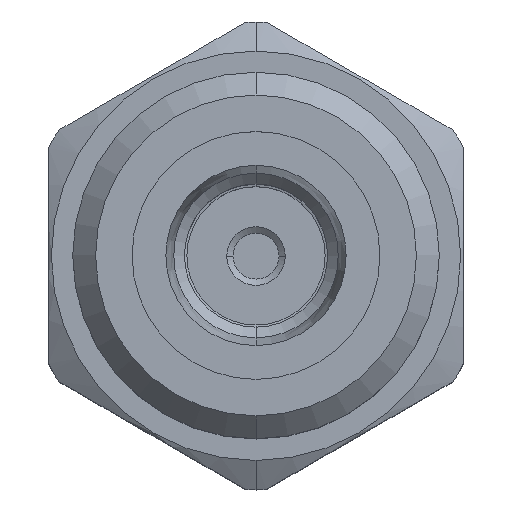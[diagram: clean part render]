
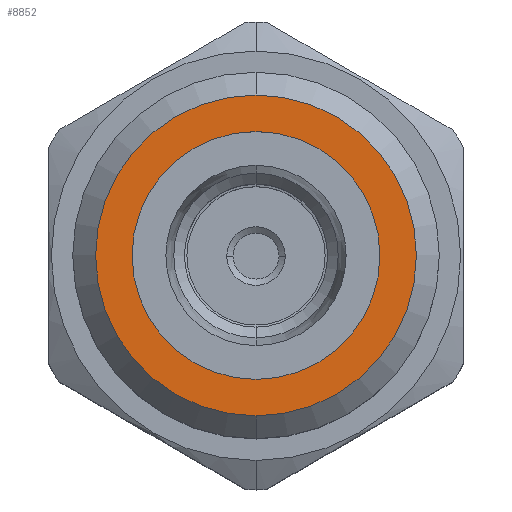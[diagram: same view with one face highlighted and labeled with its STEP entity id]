
A CAD part, top view. The second image highlights one B-rep face of the part: STEP entity #8852.
In plain terms, the highlighted planar face has unit normal (0, 0, 1).
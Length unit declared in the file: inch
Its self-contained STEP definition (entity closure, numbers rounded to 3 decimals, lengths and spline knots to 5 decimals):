
#3218=CARTESIAN_POINT('',(0.,0.,3.369));
#3219=DIRECTION('',(0.,0.,1.));
#3220=DIRECTION('',(0.,-1.,0.));
#3221=AXIS2_PLACEMENT_3D('',#3218,#3219,#3220);
#3236=CARTESIAN_POINT('',(0.,0.,3.369));
#3237=DIRECTION('',(0.,0.,1.));
#3238=DIRECTION('',(0.,-1.,0.));
#3239=AXIS2_PLACEMENT_3D('',#3236,#3237,#3238);
#3241=CARTESIAN_POINT('',(0.,0.,3.369));
#3242=DIRECTION('',(0.,0.,1.));
#3243=DIRECTION('',(0.,1.,0.));
#3244=AXIS2_PLACEMENT_3D('',#3241,#3242,#3243);
#3246=CARTESIAN_POINT('',(0.,0.,3.369));
#3247=DIRECTION('',(0.,0.,1.));
#3248=DIRECTION('',(0.,1.,0.));
#3249=AXIS2_PLACEMENT_3D('',#3246,#3247,#3248);
#3697=CARTESIAN_POINT('',(0.,0.435,3.369));
#3698=CARTESIAN_POINT('',(0.,-0.435,3.369));
#3699=VERTEX_POINT('',#3697);
#3700=VERTEX_POINT('',#3698);
#3819=CARTESIAN_POINT('',(0.,-0.336,3.369));
#3820=CARTESIAN_POINT('',(0.,0.336,3.369));
#3821=VERTEX_POINT('',#3819);
#3822=VERTEX_POINT('',#3820);
#8836=CARTESIAN_POINT('',(0.,0.,3.369));
#8837=DIRECTION('',(0.,0.,1.));
#8838=DIRECTION('',(0.,1.,0.));
#8839=AXIS2_PLACEMENT_3D('',#8836,#8837,#8838);
#8840=PLANE('',#8839);
#8841=ORIENTED_EDGE('',*,*,#8819,.F.);
#8843=ORIENTED_EDGE('',*,*,#8842,.F.);
#8844=EDGE_LOOP('',(#8841,#8843));
#8845=FACE_OUTER_BOUND('',#8844,.F.);
#8847=ORIENTED_EDGE('',*,*,#8846,.T.);
#8849=ORIENTED_EDGE('',*,*,#8848,.T.);
#8850=EDGE_LOOP('',(#8847,#8849));
#8851=FACE_BOUND('',#8850,.F.);
#3222=CIRCLE('',#3221,0.435);
#3240=CIRCLE('',#3239,0.336);
#3245=CIRCLE('',#3244,0.336);
#3250=CIRCLE('',#3249,0.435);
#8819=EDGE_CURVE('',#3700,#3699,#3222,.T.);
#8842=EDGE_CURVE('',#3699,#3700,#3250,.T.);
#8846=EDGE_CURVE('',#3821,#3822,#3240,.T.);
#8848=EDGE_CURVE('',#3822,#3821,#3245,.T.);
#8852=ADVANCED_FACE('',(#8845,#8851),#8840,.T.);
